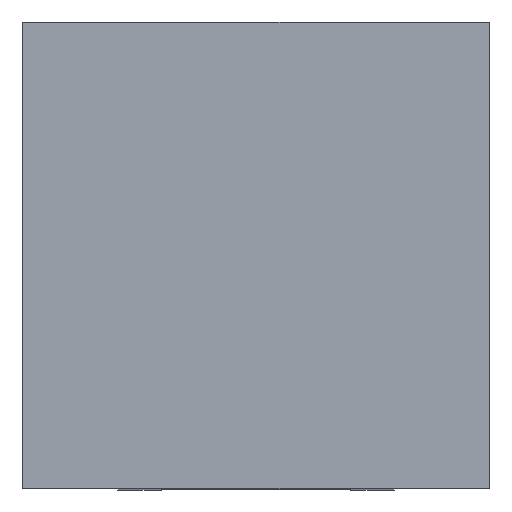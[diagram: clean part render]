
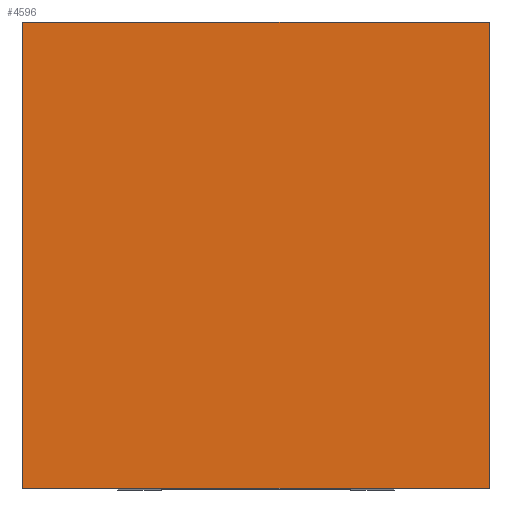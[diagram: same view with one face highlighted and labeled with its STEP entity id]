
A CAD part, top view. The second image highlights one B-rep face of the part: STEP entity #4596.
In plain terms, the highlighted planar face has unit normal (0, 0, 1).
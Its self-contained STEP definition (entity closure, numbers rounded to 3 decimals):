
#4596=ADVANCED_FACE('',(#4938),#10311,.T.);
#4938=FACE_OUTER_BOUND('',#5280,.T.);
#5280=EDGE_LOOP('',(#5680,#5681,#5682,#5683));
#5680=ORIENTED_EDGE('',*,*,#7599,.T.);
#5681=ORIENTED_EDGE('',*,*,#7600,.T.);
#5682=ORIENTED_EDGE('',*,*,#7601,.F.);
#5683=ORIENTED_EDGE('',*,*,#7597,.F.);
#7597=EDGE_CURVE('',#9669,#9670,#8569,.T.);
#7599=EDGE_CURVE('',#9669,#9671,#8571,.T.);
#7600=EDGE_CURVE('',#9671,#9672,#8572,.T.);
#7601=EDGE_CURVE('',#9670,#9672,#8573,.T.);
#8569=B_SPLINE_CURVE_WITH_KNOTS('',1,(#11882,#11883),.UNSPECIFIED.,.F.,
 .F.,(2,2),(0.,32.),.UNSPECIFIED.);
#8571=B_SPLINE_CURVE_WITH_KNOTS('',1,(#11886,#11887),.UNSPECIFIED.,.F.,
 .F.,(2,2),(39.,71.),.UNSPECIFIED.);
#8572=B_SPLINE_CURVE_WITH_KNOTS('',1,(#11888,#11889),.UNSPECIFIED.,.F.,
 .F.,(2,2),(0.,32.),.UNSPECIFIED.);
#8573=B_SPLINE_CURVE_WITH_KNOTS('',1,(#11890,#11891),.UNSPECIFIED.,.F.,
 .F.,(2,2),(39.,71.),.UNSPECIFIED.);
#9669=VERTEX_POINT('',#11868);
#9670=VERTEX_POINT('',#11869);
#9671=VERTEX_POINT('',#11870);
#9672=VERTEX_POINT('',#11871);
#10311=PLANE('',#10661);
#10661=AXIS2_PLACEMENT_3D('',#11860,#10995,$);
#10995=DIRECTION('',(0.,0.,1.));
#11860=CARTESIAN_POINT('',(15.998,16.002,59.994));
#11868=CARTESIAN_POINT('',(15.998,16.002,59.994));
#11869=CARTESIAN_POINT('',(15.998,-15.998,59.994));
#11870=CARTESIAN_POINT('',(-16.002,16.002,59.994));
#11871=CARTESIAN_POINT('',(-16.002,-15.998,59.994));
#11882=CARTESIAN_POINT('',(15.998,16.002,59.994));
#11883=CARTESIAN_POINT('',(15.998,-15.998,59.994));
#11886=CARTESIAN_POINT('',(15.998,16.002,59.994));
#11887=CARTESIAN_POINT('',(-16.002,16.002,59.994));
#11888=CARTESIAN_POINT('',(-16.002,16.002,59.994));
#11889=CARTESIAN_POINT('',(-16.002,-15.998,59.994));
#11890=CARTESIAN_POINT('',(15.998,-15.998,59.994));
#11891=CARTESIAN_POINT('',(-16.002,-15.998,59.994));
